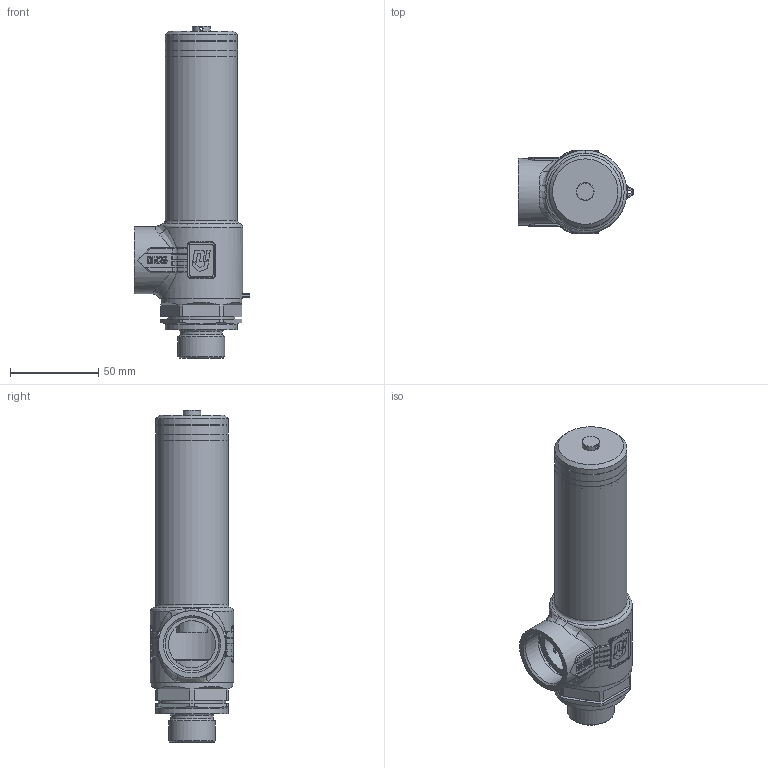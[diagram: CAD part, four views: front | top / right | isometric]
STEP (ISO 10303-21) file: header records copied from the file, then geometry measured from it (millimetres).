
FILE_DESCRIPTION(('HOOPS Exchange Step'),'2;1');
FILE_NAME('SV14-DN20-20-25.stp','2026-02-20T11:21:49+01:00',('nieru'),('Unknown organisation'),'HOOPS Exchange 2024.2','HOOPS Exchange','Unknown authorisation');
FILE_SCHEMA( ('AP203_CONFIGURATION_CONTROLLED_3D_DESIGN_OF_MECHANICAL_PARTS_AND_ASSEMBLIES_MIM_LF') );
Length unit declared in the file: millimetre
Products named in the file (2): 0; root
Assembly tree (1 placements, depth 2):
  root
    0
Bounding box: 65.5 x 47.26 x 187.8 mm (x, y, z)
Volume: 122100.7 mm3; surface area: 63958.3 mm2
Topology: 6 solids, 6 shells, 503 faces, 1364 edges, 914 vertices
Faces by surface type: plane 255, cylinder 112, bspline 81, torus 38, cone 17
Full cylindrical faces by diameter (mm): 2 x2, 5 x2, 10 x1, 13 x1, 14.2 x1, 23.9 x1, 26.4 x1, 26.6 x1, 30 x1, 30.29 x1, 33.5 x3, 34.4 x1, 34.5 x1, 36 x3, 38 x4, 38.05 x1, 39 x2, 40 x2, 41 x5, 42 x2, 42.2 x1, 46 x1
Entity records: 23200 total; most frequent: CARTESIAN_POINT 10947, ORIENTED_EDGE 2716, DIRECTION 2255, EDGE_CURVE 1358, VERTEX_POINT 914, AXIS2_PLACEMENT_3D 793, VECTOR 669, LINE 669
